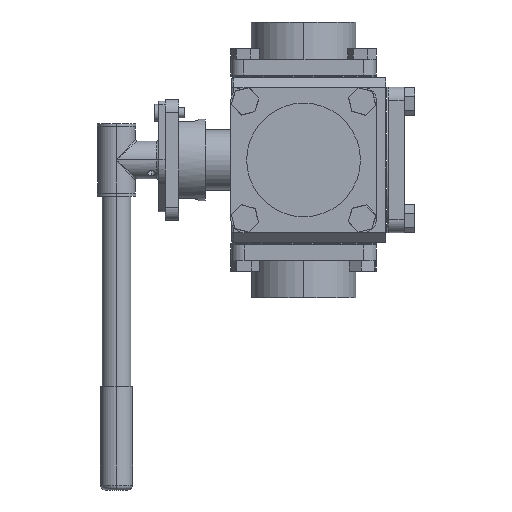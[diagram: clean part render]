
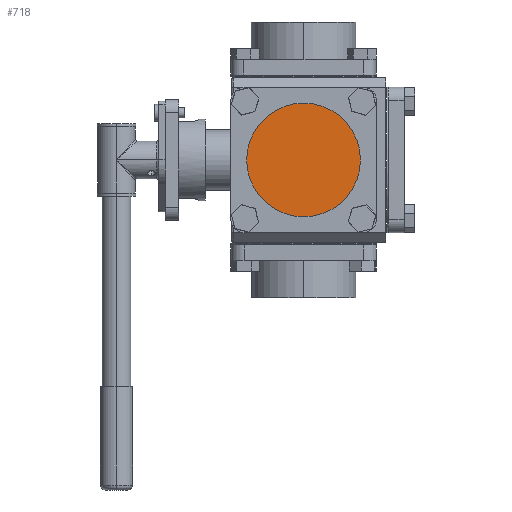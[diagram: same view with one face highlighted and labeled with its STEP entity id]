
A CAD part, left-side view. The second image highlights one B-rep face of the part: STEP entity #718.
In plain terms, the highlighted planar face has unit normal (-1, 0, 0).
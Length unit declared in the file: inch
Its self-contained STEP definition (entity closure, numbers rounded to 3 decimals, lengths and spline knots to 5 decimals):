
#718 = ADVANCED_FACE ( 'NONE', ( #5633 ), #2793, .T. ) ;
#799 = VERTEX_POINT ( 'NONE', #21668 ) ;
#1895 = DIRECTION ( 'NONE',  ( -1., 0., 0. ) ) ;
#2793 = PLANE ( 'NONE',  #24141 ) ;
#2882 = CIRCLE ( 'NONE', #19503, 2.15 ) ;
#5633 = FACE_OUTER_BOUND ( 'NONE', #21135, .T. ) ;
#8487 = VERTEX_POINT ( 'NONE', #25803 ) ;
#11842 = DIRECTION ( 'NONE',  ( -1., 0., 0. ) ) ;
#11883 = DIRECTION ( 'NONE',  ( -1., 0., 0. ) ) ;
#13375 = CARTESIAN_POINT ( 'NONE',  ( -3.76223, -0.47777, -0.37968 ) ) ;
#14243 = DIRECTION ( 'NONE',  ( 0., 0., -1. ) ) ;
#14789 = CARTESIAN_POINT ( 'NONE',  ( -3.76223, -0.47777, -0.37968 ) ) ;
#15912 = EDGE_CURVE ( 'NONE', #8487, #799, #17561, .T. ) ;
#16275 = EDGE_CURVE ( 'NONE', #799, #8487, #2882, .T. ) ;
#16472 = CARTESIAN_POINT ( 'NONE',  ( -3.76223, -0.47777, -0.37968 ) ) ;
#17561 = CIRCLE ( 'NONE', #24680, 2.15 ) ;
#17826 = DIRECTION ( 'NONE',  ( 0., 0., -1. ) ) ;
#19503 = AXIS2_PLACEMENT_3D ( 'NONE', #13375, #1895, #17826 ) ;
#20895 = DIRECTION ( 'NONE',  ( 0., 0., -1. ) ) ;
#21135 = EDGE_LOOP ( 'NONE', ( #26804, #27317 ) ) ;
#21668 = CARTESIAN_POINT ( 'NONE',  ( -3.76223, -0.47777, 1.77032 ) ) ;
#24141 = AXIS2_PLACEMENT_3D ( 'NONE', #16472, #11883, #14243 ) ;
#24680 = AXIS2_PLACEMENT_3D ( 'NONE', #14789, #11842, #20895 ) ;
#25803 = CARTESIAN_POINT ( 'NONE',  ( -3.76223, -0.47777, -2.52968 ) ) ;
#26804 = ORIENTED_EDGE ( 'NONE', *, *, #15912, .T. ) ;
#27317 = ORIENTED_EDGE ( 'NONE', *, *, #16275, .T. ) ;
